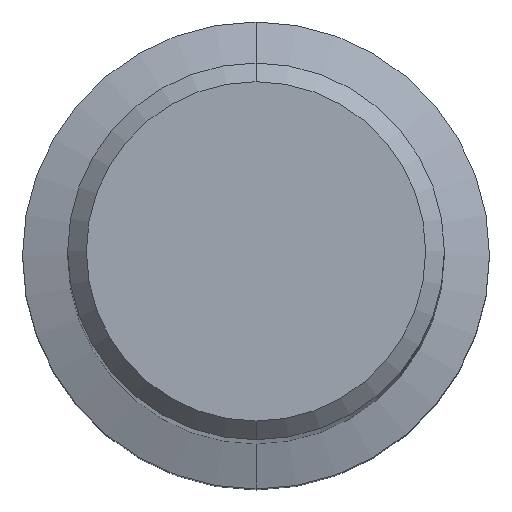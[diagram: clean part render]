
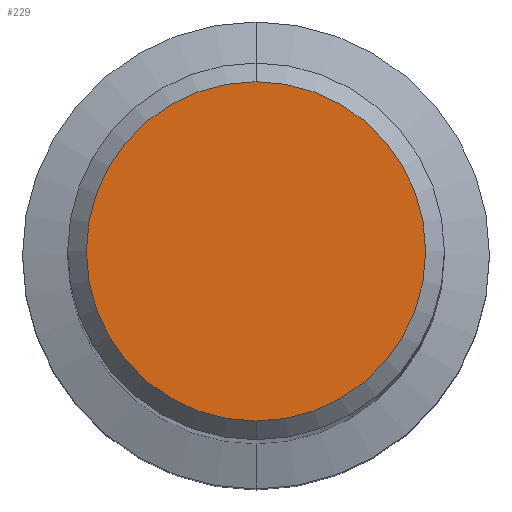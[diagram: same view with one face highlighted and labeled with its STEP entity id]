
A CAD part, top view. The second image highlights one B-rep face of the part: STEP entity #229.
In plain terms, the highlighted planar face has unit normal (0, 0, 1).
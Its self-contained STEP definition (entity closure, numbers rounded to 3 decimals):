
#229=ADVANCED_FACE('',(#584),#585,.T.);
#355=EDGE_CURVE('',#499,#391,#724,.T.);
#391=VERTEX_POINT('',#761);
#415=EDGE_CURVE('',#391,#499,#790,.T.);
#499=VERTEX_POINT('',#885);
#584=FACE_OUTER_BOUND('',#990,.T.);
#585=PLANE('',#991);
#724=CIRCLE('',#1282,5.45);
#761=CARTESIAN_POINT('',(0.,-5.45,0.0));
#790=CIRCLE('',#1424,5.45);
#885=CARTESIAN_POINT('',(0.0,5.45,0.0));
#990=EDGE_LOOP('',(#1712,#1713));
#991=AXIS2_PLACEMENT_3D('',#1714,#1715,#1716);
#1282=AXIS2_PLACEMENT_3D('',#1849,#1850,#1851);
#1424=AXIS2_PLACEMENT_3D('',#1941,#1942,#1943);
#1712=ORIENTED_EDGE('',*,*,#355,.F.);
#1713=ORIENTED_EDGE('',*,*,#415,.F.);
#1714=CARTESIAN_POINT('',(0.0,2.725,0.0));
#1715=DIRECTION('',(-0.0,0.0,1.0));
#1716=DIRECTION('',(0.0,-1.0,0.0));
#1849=CARTESIAN_POINT('',(0.0,0.0,0.0));
#1850=DIRECTION('',(0.0,0.0,-1.0));
#1851=DIRECTION('',(0.0,1.0,0.0));
#1941=CARTESIAN_POINT('',(0.0,0.0,0.0));
#1942=DIRECTION('',(0.0,0.0,-1.0));
#1943=DIRECTION('',(0.0,1.0,0.0));
